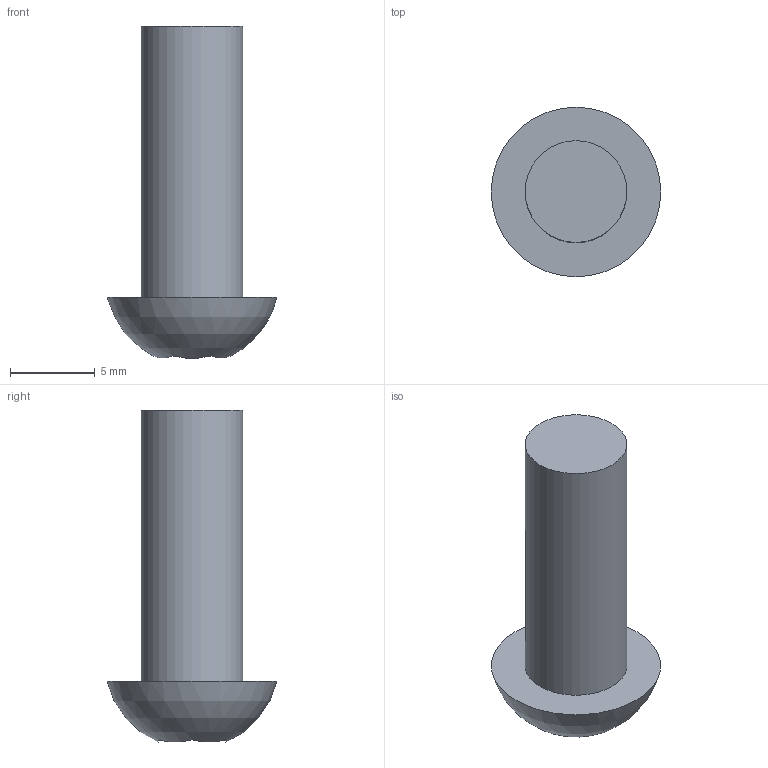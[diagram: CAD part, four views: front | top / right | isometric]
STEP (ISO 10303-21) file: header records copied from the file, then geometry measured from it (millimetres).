
FILE_DESCRIPTION(('FreeCAD Model'),'2;1');
FILE_NAME('Open CASCADE Shape Model','2021-05-01T22:25:54',('Author'),( ''),'Open CASCADE STEP processor 7.4','FreeCAD','Unknown');
FILE_SCHEMA(('AUTOMOTIVE_DESIGN { 1 0 10303 214 1 1 1 1 }'));
Length unit declared in the file: millimetre
Products named in the file (1): F61_M6
Bounding box: 10 x 10 x 19.58 mm (x, y, z)
Volume: 604.5 mm3; surface area: 543.6 mm2
Topology: 1 solids, 1 shells, 11 faces, 23 edges, 15 vertices
Faces by surface type: plane 9, sphere 1, cylinder 1
Full cylindrical faces by diameter (mm): 6 x1
Entity records: 694 total; most frequent: CARTESIAN_POINT 199, DIRECTION 89, ORIENTED_EDGE 46, PCURVE 46, DEFINITIONAL_REPRESENTATION 46, LINE 37, VECTOR 37, EDGE_CURVE 23
